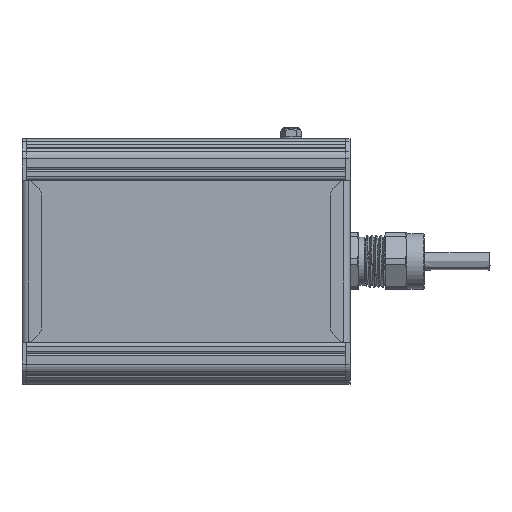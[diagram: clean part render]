
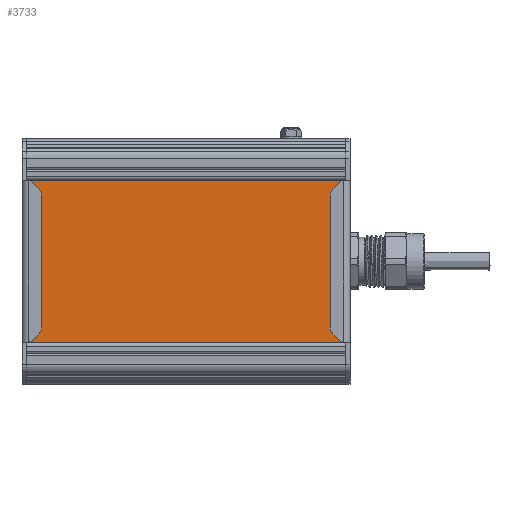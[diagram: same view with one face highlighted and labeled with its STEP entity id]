
A CAD part, front view. The second image highlights one B-rep face of the part: STEP entity #3733.
In plain terms, the highlighted face is planar.
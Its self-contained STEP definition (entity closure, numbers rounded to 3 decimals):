
#3733=ADVANCED_FACE('',(#10363),#10365,.T.);
#10363=FACE_BOUND('',#10364,.T.);
#10364=EDGE_LOOP('',(#36045,#36046,#36047,#36048));
#10365=PLANE('',#10366);
#10366=AXIS2_PLACEMENT_3D('',#10367,#10368,#10369);
#10367=CARTESIAN_POINT('',(120.465,593.492,117.308));
#10368=DIRECTION('',(0.,0.,-1.));
#10369=DIRECTION('',(0.,1.,0.));
#36045=ORIENTED_EDGE('',*,*,#41981,.T.);
#36046=ORIENTED_EDGE('',*,*,#41980,.F.);
#36047=ORIENTED_EDGE('',*,*,#41982,.T.);
#36048=ORIENTED_EDGE('',*,*,#41983,.T.);
#41980=EDGE_CURVE('',#46022,#46020,#46024,.T.);
#41981=EDGE_CURVE('',#46025,#46020,#46026,.T.);
#41982=EDGE_CURVE('',#46022,#46027,#46028,.T.);
#41983=EDGE_CURVE('',#46027,#46025,#46029,.T.);
#46020=VERTEX_POINT('',#57591);
#46022=VERTEX_POINT('',#57595);
#46024=LINE('',#57599,#57600);
#46025=VERTEX_POINT('',#57602);
#46026=LINE('',#57603,#57604);
#46027=VERTEX_POINT('',#57606);
#46028=LINE('',#57607,#57608);
#46029=LINE('',#57610,#57611);
#57591=CARTESIAN_POINT('',(266.465,593.492,117.308));
#57595=CARTESIAN_POINT('',(120.465,593.492,117.308));
#57599=CARTESIAN_POINT('',(120.465,593.492,117.308));
#57600=VECTOR('',#57601,1.);
#57601=DIRECTION('',(1.,0.,0.));
#57602=CARTESIAN_POINT('',(266.465,679.838,117.308));
#57603=CARTESIAN_POINT('',(266.465,679.838,117.308));
#57604=VECTOR('',#57605,1.);
#57605=DIRECTION('',(0.,-1.,0.));
#57606=CARTESIAN_POINT('',(120.465,679.838,117.308));
#57607=CARTESIAN_POINT('',(120.465,593.492,117.308));
#57608=VECTOR('',#57609,1.);
#57609=DIRECTION('',(0.,1.,0.));
#57610=CARTESIAN_POINT('',(120.465,679.838,117.308));
#57611=VECTOR('',#57612,1.);
#57612=DIRECTION('',(1.,0.,0.));
